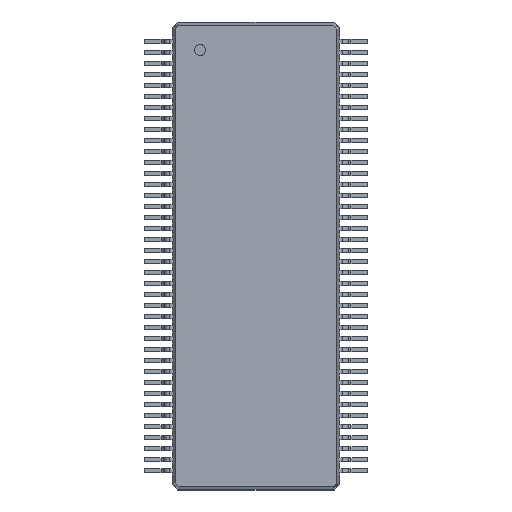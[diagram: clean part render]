
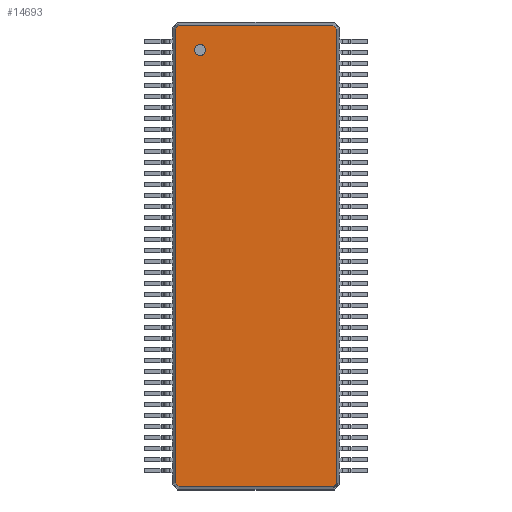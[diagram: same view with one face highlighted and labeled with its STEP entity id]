
A CAD part, top view. The second image highlights one B-rep face of the part: STEP entity #14693.
In plain terms, the highlighted planar face has unit normal (0, 0, 1).
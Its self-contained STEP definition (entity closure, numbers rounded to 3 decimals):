
#4368 = VERTEX_POINT('',#4369);
#4369 = CARTESIAN_POINT('',(2.929,-8.239,1.2));
#4374 = EDGE_CURVE('',#4375,#4368,#4377,.T.);
#4375 = VERTEX_POINT('',#4376);
#4376 = CARTESIAN_POINT('',(2.929,8.239,1.2));
#4377 = LINE('',#4378,#4379);
#4378 = CARTESIAN_POINT('',(2.929,8.239,1.2));
#4379 = VECTOR('',#4380,1.);
#4380 = DIRECTION('',(0.,-1.,0.));
#14676 = VERTEX_POINT('',#14677);
#14677 = CARTESIAN_POINT('',(2.789,-8.379,1.2));
#14682 = EDGE_CURVE('',#4368,#14676,#14683,.T.);
#14683 = LINE('',#14684,#14685);
#14684 = CARTESIAN_POINT('',(2.929,-8.239,1.2));
#14685 = VECTOR('',#14686,1.);
#14686 = DIRECTION('',(-0.707,-0.707,0.));
#14693 = ADVANCED_FACE('',(#14694,#14744),#14755,.F.);
#14694 = FACE_BOUND('',#14695,.F.);
#14695 = EDGE_LOOP('',(#14696,#14706,#14712,#14713,#14714,#14722,#14730,
#14738));
#14696 = ORIENTED_EDGE('',*,*,#14697,.T.);
#14697 = EDGE_CURVE('',#14698,#14700,#14702,.T.);
#14698 = VERTEX_POINT('',#14699);
#14699 = CARTESIAN_POINT('',(-2.789,8.379,1.2));
#14700 = VERTEX_POINT('',#14701);
#14701 = CARTESIAN_POINT('',(2.789,8.379,1.2));
#14702 = LINE('',#14703,#14704);
#14703 = CARTESIAN_POINT('',(-2.789,8.379,1.2));
#14704 = VECTOR('',#14705,1.);
#14705 = DIRECTION('',(1.,0.,0.));
#14706 = ORIENTED_EDGE('',*,*,#14707,.T.);
#14707 = EDGE_CURVE('',#14700,#4375,#14708,.T.);
#14708 = LINE('',#14709,#14710);
#14709 = CARTESIAN_POINT('',(2.789,8.379,1.2));
#14710 = VECTOR('',#14711,1.);
#14711 = DIRECTION('',(0.707,-0.707,0.));
#14712 = ORIENTED_EDGE('',*,*,#4374,.T.);
#14713 = ORIENTED_EDGE('',*,*,#14682,.T.);
#14714 = ORIENTED_EDGE('',*,*,#14715,.T.);
#14715 = EDGE_CURVE('',#14676,#14716,#14718,.T.);
#14716 = VERTEX_POINT('',#14717);
#14717 = CARTESIAN_POINT('',(-2.789,-8.379,1.2));
#14718 = LINE('',#14719,#14720);
#14719 = CARTESIAN_POINT('',(2.789,-8.379,1.2));
#14720 = VECTOR('',#14721,1.);
#14721 = DIRECTION('',(-1.,0.,0.));
#14722 = ORIENTED_EDGE('',*,*,#14723,.T.);
#14723 = EDGE_CURVE('',#14716,#14724,#14726,.T.);
#14724 = VERTEX_POINT('',#14725);
#14725 = CARTESIAN_POINT('',(-2.929,-8.239,1.2));
#14726 = LINE('',#14727,#14728);
#14727 = CARTESIAN_POINT('',(-2.789,-8.379,1.2));
#14728 = VECTOR('',#14729,1.);
#14729 = DIRECTION('',(-0.707,0.707,0.));
#14730 = ORIENTED_EDGE('',*,*,#14731,.T.);
#14731 = EDGE_CURVE('',#14724,#14732,#14734,.T.);
#14732 = VERTEX_POINT('',#14733);
#14733 = CARTESIAN_POINT('',(-2.929,8.239,1.2));
#14734 = LINE('',#14735,#14736);
#14735 = CARTESIAN_POINT('',(-2.929,-8.239,1.2));
#14736 = VECTOR('',#14737,1.);
#14737 = DIRECTION('',(0.,1.,0.));
#14738 = ORIENTED_EDGE('',*,*,#14739,.T.);
#14739 = EDGE_CURVE('',#14732,#14698,#14740,.T.);
#14740 = LINE('',#14741,#14742);
#14741 = CARTESIAN_POINT('',(-2.929,8.239,1.2));
#14742 = VECTOR('',#14743,1.);
#14743 = DIRECTION('',(0.707,0.707,0.));
#14744 = FACE_BOUND('',#14745,.F.);
#14745 = EDGE_LOOP('',(#14746));
#14746 = ORIENTED_EDGE('',*,*,#14747,.T.);
#14747 = EDGE_CURVE('',#14748,#14748,#14750,.T.);
#14748 = VERTEX_POINT('',#14749);
#14749 = CARTESIAN_POINT('',(-2.029,7.279,1.2));
#14750 = CIRCLE('',#14751,0.2);
#14751 = AXIS2_PLACEMENT_3D('',#14752,#14753,#14754);
#14752 = CARTESIAN_POINT('',(-2.029,7.479,1.2));
#14753 = DIRECTION('',(0.,0.,1.));
#14754 = DIRECTION('',(0.,-1.,0.));
#14755 = PLANE('',#14756);
#14756 = AXIS2_PLACEMENT_3D('',#14757,#14758,#14759);
#14757 = CARTESIAN_POINT('',(-2.789,8.379,1.2));
#14758 = DIRECTION('',(0.,-0.,-1.));
#14759 = DIRECTION('',(0.316,-0.949,0.));
